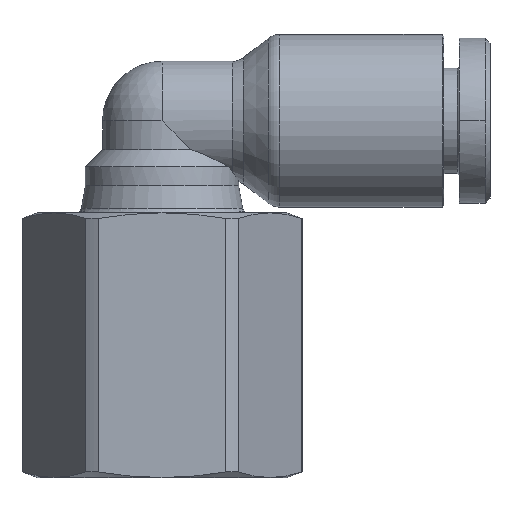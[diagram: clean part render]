
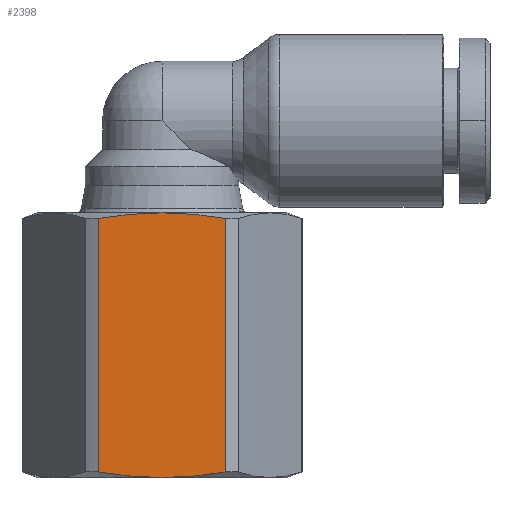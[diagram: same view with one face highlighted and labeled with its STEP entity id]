
A CAD part, front view. The second image highlights one B-rep face of the part: STEP entity #2398.
In plain terms, the highlighted planar face has unit normal (0, -1, 0).
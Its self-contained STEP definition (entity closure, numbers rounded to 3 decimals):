
#1914=CARTESIAN_POINT('',(-1.977,-6.5,-18.309));
#1915=VERTEX_POINT('',#1914);
#1931=CARTESIAN_POINT('',(-1.977,-6.5,-5.091));
#1932=VERTEX_POINT('',#1931);
#1940=CARTESIAN_POINT('',(-1.977,-6.5,-18.309));
#1941=DIRECTION('',(0.0,0.0,1.0));
#1942=VECTOR('',#1941,13.218);
#1943=LINE('',#1940,#1942);
#1944=EDGE_CURVE('',#1915,#1932,#1943,.T.);
#1954=CARTESIAN_POINT('',(-8.623,-6.5,-18.309));
#1955=VERTEX_POINT('',#1954);
#1965=CARTESIAN_POINT('',(-8.623,-6.5,-5.091));
#1966=VERTEX_POINT('',#1965);
#1967=CARTESIAN_POINT('',(-8.623,-6.5,-5.091));
#1968=DIRECTION('',(0.0,0.0,-1.0));
#1969=VECTOR('',#1968,13.218);
#1970=LINE('',#1967,#1969);
#1971=EDGE_CURVE('',#1966,#1955,#1970,.T.);
#2239=CARTESIAN_POINT('',(-5.3,-6.5,-4.8));
#2240=VERTEX_POINT('',#2239);
#2241=CARTESIAN_POINT('',(-5.3,-6.5,-4.8));
#2242=CARTESIAN_POINT('',(-6.865,-6.5,-4.8));
#2243=CARTESIAN_POINT('',(-8.623,-6.5,-5.091));
#2251=(BOUNDED_CURVE()B_SPLINE_CURVE(2,(#2241,#2242,#2243),.UNSPECIFIED.,.F.,.U.)B_SPLINE_CURVE_WITH_KNOTS((3,3),(12.732,17.124),.UNSPECIFIED.)CURVE()GEOMETRIC_REPRESENTATION_ITEM()RATIONAL_B_SPLINE_CURVE((1.0,1.088,1.116))REPRESENTATION_ITEM(''));
#2252=EDGE_CURVE('',#2240,#1966,#2251,.T.);
#2343=CARTESIAN_POINT('',(-1.977,-6.5,-5.091));
#2344=CARTESIAN_POINT('',(-3.735,-6.5,-4.8));
#2345=CARTESIAN_POINT('',(-5.3,-6.5,-4.8));
#2353=(BOUNDED_CURVE()B_SPLINE_CURVE(2,(#2343,#2344,#2345),.UNSPECIFIED.,.F.,.U.)B_SPLINE_CURVE_WITH_KNOTS((3,3),(8.34,12.732),.UNSPECIFIED.)CURVE()GEOMETRIC_REPRESENTATION_ITEM()RATIONAL_B_SPLINE_CURVE((1.116,1.088,1.0))REPRESENTATION_ITEM(''));
#2354=EDGE_CURVE('',#1932,#2240,#2353,.T.);
#2359=CARTESIAN_POINT('',(-1.547,-6.5,-18.6));
#2360=DIRECTION('',(0.0,-1.0,0.0));
#2361=DIRECTION('',(-1.0,0.0,0.0));
#2362=AXIS2_PLACEMENT_3D('',#2359,#2360,#2361);
#2363=PLANE('',#2362);
#2364=ORIENTED_EDGE('',*,*,#1971,.T.);
#2365=CARTESIAN_POINT('',(-5.3,-6.5,-18.6));
#2366=VERTEX_POINT('',#2365);
#2367=CARTESIAN_POINT('',(-8.623,-6.5,-18.309));
#2368=CARTESIAN_POINT('',(-6.865,-6.5,-18.6));
#2369=CARTESIAN_POINT('',(-5.3,-6.5,-18.6));
#2377=(BOUNDED_CURVE()B_SPLINE_CURVE(2,(#2367,#2368,#2369),.UNSPECIFIED.,.F.,.U.)B_SPLINE_CURVE_WITH_KNOTS((3,3),(8.28,12.665),.UNSPECIFIED.)CURVE()GEOMETRIC_REPRESENTATION_ITEM()RATIONAL_B_SPLINE_CURVE((1.115,1.088,1.0))REPRESENTATION_ITEM(''));
#2378=EDGE_CURVE('',#1955,#2366,#2377,.T.);
#2379=ORIENTED_EDGE('',*,*,#2378,.T.);
#2380=CARTESIAN_POINT('',(-5.3,-6.5,-18.6));
#2381=CARTESIAN_POINT('',(-3.735,-6.5,-18.6));
#2382=CARTESIAN_POINT('',(-1.977,-6.5,-18.309));
#2390=(BOUNDED_CURVE()B_SPLINE_CURVE(2,(#2380,#2381,#2382),.UNSPECIFIED.,.F.,.U.)B_SPLINE_CURVE_WITH_KNOTS((3,3),(12.665,17.049),.UNSPECIFIED.)CURVE()GEOMETRIC_REPRESENTATION_ITEM()RATIONAL_B_SPLINE_CURVE((1.0,1.088,1.115))REPRESENTATION_ITEM(''));
#2391=EDGE_CURVE('',#2366,#1915,#2390,.T.);
#2392=ORIENTED_EDGE('',*,*,#2391,.T.);
#2393=ORIENTED_EDGE('',*,*,#1944,.T.);
#2394=ORIENTED_EDGE('',*,*,#2354,.T.);
#2395=ORIENTED_EDGE('',*,*,#2252,.T.);
#2396=EDGE_LOOP('',(#2364,#2379,#2392,#2393,#2394,#2395));
#2397=FACE_OUTER_BOUND('',#2396,.T.);
#2398=ADVANCED_FACE('',(#2397),#2363,.T.);
